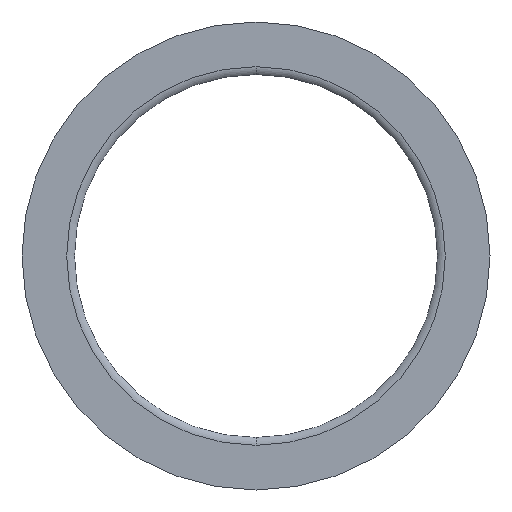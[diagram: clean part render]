
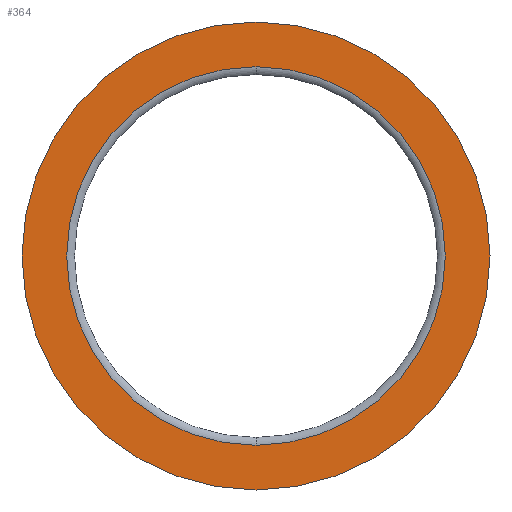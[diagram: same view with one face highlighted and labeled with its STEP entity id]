
A CAD part, front view. The second image highlights one B-rep face of the part: STEP entity #364.
In plain terms, the highlighted planar face has unit normal (0, -1, 0).
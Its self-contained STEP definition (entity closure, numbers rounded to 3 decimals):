
#1 = CARTESIAN_POINT ( 'NONE',  ( 0., 0., 0. ) ) ;
#21 = CARTESIAN_POINT ( 'NONE',  ( 0., 0., 0. ) ) ;
#26 = VERTEX_POINT ( 'NONE', #267 ) ;
#30 = EDGE_LOOP ( 'NONE', ( #265, #157 ) ) ;
#32 = AXIS2_PLACEMENT_3D ( 'NONE', #21, #351, #64 ) ;
#56 = CIRCLE ( 'NONE', #32, 134. ) ;
#64 = DIRECTION ( 'NONE',  ( 0., 0., 1. ) ) ;
#82 = EDGE_CURVE ( 'NONE', #162, #396, #171, .T. ) ;
#90 = AXIS2_PLACEMENT_3D ( 'NONE', #319, #161, #194 ) ;
#99 = ORIENTED_EDGE ( 'NONE', *, *, #347, .F. ) ;
#112 = DIRECTION ( 'NONE',  ( 0., 0., 1. ) ) ;
#149 = CARTESIAN_POINT ( 'NONE',  ( 0., 0., 0. ) ) ;
#156 = FACE_OUTER_BOUND ( 'NONE', #290, .T. ) ;
#157 = ORIENTED_EDGE ( 'NONE', *, *, #375, .T. ) ;
#158 = AXIS2_PLACEMENT_3D ( 'NONE', #1, #398, #112 ) ;
#161 = DIRECTION ( 'NONE',  ( 0., -1., 0. ) ) ;
#162 = VERTEX_POINT ( 'NONE', #179 ) ;
#171 = CIRCLE ( 'NONE', #158, 134. ) ;
#179 = CARTESIAN_POINT ( 'NONE',  ( 0., 0., 134. ) ) ;
#187 = PLANE ( 'NONE',  #90 ) ;
#194 = DIRECTION ( 'NONE',  ( 0., 0., -1. ) ) ;
#202 = CIRCLE ( 'NONE', #316, 108.422 ) ;
#210 = DIRECTION ( 'NONE',  ( 0., 0., 1. ) ) ;
#215 = EDGE_CURVE ( 'NONE', #238, #26, #239, .T. ) ;
#216 = FACE_BOUND ( 'NONE', #30, .T. ) ;
#233 = ORIENTED_EDGE ( 'NONE', *, *, #82, .F. ) ;
#238 = VERTEX_POINT ( 'NONE', #310 ) ;
#239 = CIRCLE ( 'NONE', #330, 108.422 ) ;
#265 = ORIENTED_EDGE ( 'NONE', *, *, #215, .T. ) ;
#267 = CARTESIAN_POINT ( 'NONE',  ( 0., 0., -108.422 ) ) ;
#284 = DIRECTION ( 'NONE',  ( 0., 0., 1. ) ) ;
#289 = DIRECTION ( 'NONE',  ( 0., 1., 0. ) ) ;
#290 = EDGE_LOOP ( 'NONE', ( #233, #99 ) ) ;
#308 = DIRECTION ( 'NONE',  ( 0., 1., 0. ) ) ;
#310 = CARTESIAN_POINT ( 'NONE',  ( 0., 0., 108.422 ) ) ;
#316 = AXIS2_PLACEMENT_3D ( 'NONE', #325, #289, #284 ) ;
#319 = CARTESIAN_POINT ( 'NONE',  ( -134., 0., 0. ) ) ;
#325 = CARTESIAN_POINT ( 'NONE',  ( 0., 0., 0. ) ) ;
#330 = AXIS2_PLACEMENT_3D ( 'NONE', #149, #308, #210 ) ;
#347 = EDGE_CURVE ( 'NONE', #396, #162, #56, .T. ) ;
#351 = DIRECTION ( 'NONE',  ( 0., 1., 0. ) ) ;
#364 = ADVANCED_FACE ( 'NONE', ( #216, #156 ), #187, .T. ) ;
#375 = EDGE_CURVE ( 'NONE', #26, #238, #202, .T. ) ;
#387 = CARTESIAN_POINT ( 'NONE',  ( 0., 0., -134. ) ) ;
#396 = VERTEX_POINT ( 'NONE', #387 ) ;
#398 = DIRECTION ( 'NONE',  ( 0., 1., 0. ) ) ;
